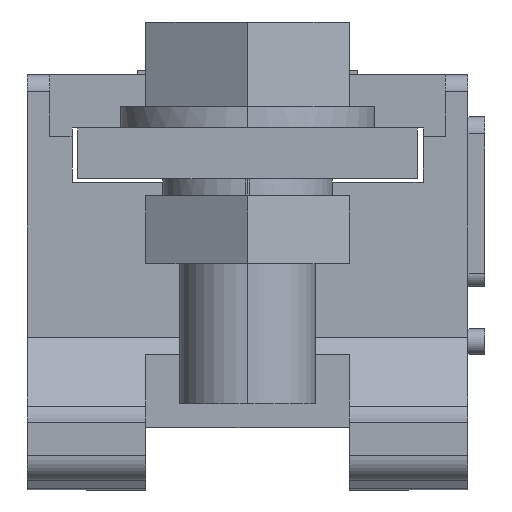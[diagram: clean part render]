
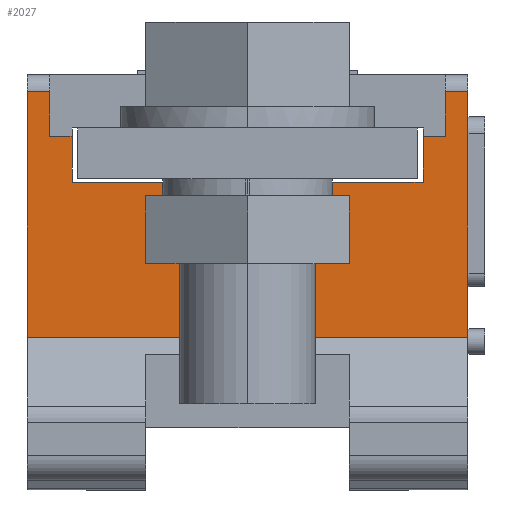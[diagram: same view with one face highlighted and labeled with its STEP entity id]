
A CAD part, front view. The second image highlights one B-rep face of the part: STEP entity #2027.
In plain terms, the highlighted planar face has unit normal (0, -1, 0).
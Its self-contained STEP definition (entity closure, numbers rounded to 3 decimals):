
#1891=AXIS2_PLACEMENT_3D('Plane Axis2P3D',#1888,#1889,#1890) ;
#357=CARTESIAN_POINT('Vertex',(2.65,41.,47.)) ;
#360=CARTESIAN_POINT('Line Origine',(2.65,41.,44.35)) ;
#364=CARTESIAN_POINT('Vertex',(2.65,41.,41.7)) ;
#385=CARTESIAN_POINT('Line Origine',(3.975,41.,41.7)) ;
#389=CARTESIAN_POINT('Vertex',(5.3,41.,41.7)) ;
#430=CARTESIAN_POINT('Line Origine',(5.3,41.,39.)) ;
#434=CARTESIAN_POINT('Vertex',(5.3,41.,36.3)) ;
#780=CARTESIAN_POINT('Vertex',(49.35,41.,47.)) ;
#787=CARTESIAN_POINT('Vertex',(49.35,41.,41.7)) ;
#790=CARTESIAN_POINT('Line Origine',(49.35,41.,44.35)) ;
#808=CARTESIAN_POINT('Line Origine',(52.,41.,47.)) ;
#812=CARTESIAN_POINT('Vertex',(52.,41.,47.)) ;
#832=CARTESIAN_POINT('Line Origine',(52.,41.,32.5)) ;
#836=CARTESIAN_POINT('Vertex',(52.,41.,18.)) ;
#1725=CARTESIAN_POINT('Vertex',(0.,41.,18.)) ;
#1728=CARTESIAN_POINT('Line Origine',(0.,41.,32.5)) ;
#1732=CARTESIAN_POINT('Vertex',(0.,41.,47.)) ;
#1876=CARTESIAN_POINT('Line Origine',(52.,41.,47.)) ;
#1888=CARTESIAN_POINT('Axis2P3D Location',(52.,41.,47.)) ;
#1893=CARTESIAN_POINT('Line Origine',(26.,41.,18.)) ;
#1898=CARTESIAN_POINT('Line Origine',(48.025,41.,41.7)) ;
#1902=CARTESIAN_POINT('Vertex',(46.7,41.,41.7)) ;
#1905=CARTESIAN_POINT('Line Origine',(46.7,41.,39.)) ;
#1909=CARTESIAN_POINT('Vertex',(46.7,41.,36.3)) ;
#1912=CARTESIAN_POINT('Line Origine',(39.9,41.,36.3)) ;
#1916=CARTESIAN_POINT('Vertex',(33.1,41.,36.3)) ;
#1919=CARTESIAN_POINT('Line Origine',(33.1,41.,34.15)) ;
#1923=CARTESIAN_POINT('Vertex',(33.1,41.,32.)) ;
#1926=CARTESIAN_POINT('Line Origine',(32.05,41.,32.)) ;
#1930=CARTESIAN_POINT('Vertex',(31.,41.,32.)) ;
#1933=CARTESIAN_POINT('Line Origine',(31.,41.,31.)) ;
#1937=CARTESIAN_POINT('Vertex',(31.,41.,30.)) ;
#1940=CARTESIAN_POINT('Line Origine',(29.625,41.,30.)) ;
#1944=CARTESIAN_POINT('Vertex',(28.25,41.,30.)) ;
#1947=CARTESIAN_POINT('Line Origine',(28.25,41.,27.)) ;
#1951=CARTESIAN_POINT('Vertex',(28.25,41.,24.)) ;
#1954=CARTESIAN_POINT('Line Origine',(26.,41.,24.)) ;
#1958=CARTESIAN_POINT('Vertex',(23.75,41.,24.)) ;
#1961=CARTESIAN_POINT('Line Origine',(23.75,41.,27.)) ;
#1965=CARTESIAN_POINT('Vertex',(23.75,41.,30.)) ;
#1968=CARTESIAN_POINT('Line Origine',(22.375,41.,30.)) ;
#1972=CARTESIAN_POINT('Vertex',(21.,41.,30.)) ;
#1975=CARTESIAN_POINT('Line Origine',(21.,41.,31.)) ;
#1979=CARTESIAN_POINT('Vertex',(21.,41.,32.)) ;
#1982=CARTESIAN_POINT('Line Origine',(19.95,41.,32.)) ;
#1986=CARTESIAN_POINT('Vertex',(18.9,41.,32.)) ;
#1989=CARTESIAN_POINT('Line Origine',(18.9,41.,34.15)) ;
#1993=CARTESIAN_POINT('Vertex',(18.9,41.,36.3)) ;
#1996=CARTESIAN_POINT('Line Origine',(12.1,41.,36.3)) ;
#361=DIRECTION('Vector Direction',(0.,0.,1.)) ;
#386=DIRECTION('Vector Direction',(-1.,0.,0.)) ;
#431=DIRECTION('Vector Direction',(0.,0.,1.)) ;
#791=DIRECTION('Vector Direction',(0.,0.,-1.)) ;
#809=DIRECTION('Vector Direction',(1.,0.,0.)) ;
#833=DIRECTION('Vector Direction',(0.,0.,-1.)) ;
#1729=DIRECTION('Vector Direction',(0.,0.,-1.)) ;
#1877=DIRECTION('Vector Direction',(1.,0.,0.)) ;
#1889=DIRECTION('Axis2P3D Direction',(0.,1.,0.)) ;
#1890=DIRECTION('Axis2P3D XDirection',(0.,0.,1.)) ;
#1894=DIRECTION('Vector Direction',(-1.,0.,0.)) ;
#1899=DIRECTION('Vector Direction',(-1.,0.,0.)) ;
#1906=DIRECTION('Vector Direction',(0.,0.,-1.)) ;
#1913=DIRECTION('Vector Direction',(-1.,0.,0.)) ;
#1920=DIRECTION('Vector Direction',(0.,0.,-1.)) ;
#1927=DIRECTION('Vector Direction',(-1.,0.,0.)) ;
#1934=DIRECTION('Vector Direction',(0.,0.,-1.)) ;
#1941=DIRECTION('Vector Direction',(-1.,0.,0.)) ;
#1948=DIRECTION('Vector Direction',(0.,0.,-1.)) ;
#1955=DIRECTION('Vector Direction',(-1.,0.,0.)) ;
#1962=DIRECTION('Vector Direction',(0.,0.,1.)) ;
#1969=DIRECTION('Vector Direction',(-1.,0.,0.)) ;
#1976=DIRECTION('Vector Direction',(0.,0.,1.)) ;
#1983=DIRECTION('Vector Direction',(-1.,0.,0.)) ;
#1990=DIRECTION('Vector Direction',(0.,0.,1.)) ;
#1997=DIRECTION('Vector Direction',(-1.,0.,0.)) ;
#362=VECTOR('Line Direction',#361,1.) ;
#387=VECTOR('Line Direction',#386,1.) ;
#432=VECTOR('Line Direction',#431,1.) ;
#792=VECTOR('Line Direction',#791,1.) ;
#810=VECTOR('Line Direction',#809,1.) ;
#834=VECTOR('Line Direction',#833,1.) ;
#1730=VECTOR('Line Direction',#1729,1.) ;
#1878=VECTOR('Line Direction',#1877,1.) ;
#1895=VECTOR('Line Direction',#1894,1.) ;
#1900=VECTOR('Line Direction',#1899,1.) ;
#1907=VECTOR('Line Direction',#1906,1.) ;
#1914=VECTOR('Line Direction',#1913,1.) ;
#1921=VECTOR('Line Direction',#1920,1.) ;
#1928=VECTOR('Line Direction',#1927,1.) ;
#1935=VECTOR('Line Direction',#1934,1.) ;
#1942=VECTOR('Line Direction',#1941,1.) ;
#1949=VECTOR('Line Direction',#1948,1.) ;
#1956=VECTOR('Line Direction',#1955,1.) ;
#1963=VECTOR('Line Direction',#1962,1.) ;
#1970=VECTOR('Line Direction',#1969,1.) ;
#1977=VECTOR('Line Direction',#1976,1.) ;
#1984=VECTOR('Line Direction',#1983,1.) ;
#1991=VECTOR('Line Direction',#1990,1.) ;
#1998=VECTOR('Line Direction',#1997,1.) ;
#2002=ORIENTED_EDGE('',*,*,#391,.T.) ;
#2003=ORIENTED_EDGE('',*,*,#366,.T.) ;
#2004=ORIENTED_EDGE('',*,*,#1880,.T.) ;
#2005=ORIENTED_EDGE('',*,*,#1734,.T.) ;
#2006=ORIENTED_EDGE('',*,*,#1897,.F.) ;
#2007=ORIENTED_EDGE('',*,*,#838,.F.) ;
#2008=ORIENTED_EDGE('',*,*,#814,.T.) ;
#2009=ORIENTED_EDGE('',*,*,#794,.T.) ;
#2010=ORIENTED_EDGE('',*,*,#1904,.T.) ;
#2011=ORIENTED_EDGE('',*,*,#1911,.T.) ;
#2012=ORIENTED_EDGE('',*,*,#1918,.T.) ;
#2013=ORIENTED_EDGE('',*,*,#1925,.T.) ;
#2014=ORIENTED_EDGE('',*,*,#1932,.T.) ;
#2015=ORIENTED_EDGE('',*,*,#1939,.T.) ;
#2016=ORIENTED_EDGE('',*,*,#1946,.T.) ;
#2017=ORIENTED_EDGE('',*,*,#1953,.T.) ;
#2018=ORIENTED_EDGE('',*,*,#1960,.T.) ;
#2019=ORIENTED_EDGE('',*,*,#1967,.T.) ;
#2020=ORIENTED_EDGE('',*,*,#1974,.T.) ;
#2021=ORIENTED_EDGE('',*,*,#1981,.T.) ;
#2022=ORIENTED_EDGE('',*,*,#1988,.T.) ;
#2023=ORIENTED_EDGE('',*,*,#1995,.T.) ;
#2024=ORIENTED_EDGE('',*,*,#2000,.T.) ;
#2025=ORIENTED_EDGE('',*,*,#436,.T.) ;
#2027=ADVANCED_FACE('V1',(#2026),#1892,.F.) ;
#366=EDGE_CURVE('',#365,#358,#363,.T.) ;
#391=EDGE_CURVE('',#390,#365,#388,.T.) ;
#436=EDGE_CURVE('',#435,#390,#433,.T.) ;
#794=EDGE_CURVE('',#781,#788,#793,.T.) ;
#814=EDGE_CURVE('',#813,#781,#811,.F.) ;
#838=EDGE_CURVE('',#813,#837,#835,.T.) ;
#1734=EDGE_CURVE('',#1733,#1726,#1731,.T.) ;
#1880=EDGE_CURVE('',#358,#1733,#1879,.F.) ;
#1897=EDGE_CURVE('',#837,#1726,#1896,.T.) ;
#1904=EDGE_CURVE('',#788,#1903,#1901,.T.) ;
#1911=EDGE_CURVE('',#1903,#1910,#1908,.T.) ;
#1918=EDGE_CURVE('',#1910,#1917,#1915,.T.) ;
#1925=EDGE_CURVE('',#1917,#1924,#1922,.T.) ;
#1932=EDGE_CURVE('',#1924,#1931,#1929,.T.) ;
#1939=EDGE_CURVE('',#1931,#1938,#1936,.T.) ;
#1946=EDGE_CURVE('',#1938,#1945,#1943,.T.) ;
#1953=EDGE_CURVE('',#1945,#1952,#1950,.T.) ;
#1960=EDGE_CURVE('',#1952,#1959,#1957,.T.) ;
#1967=EDGE_CURVE('',#1959,#1966,#1964,.T.) ;
#1974=EDGE_CURVE('',#1966,#1973,#1971,.T.) ;
#1981=EDGE_CURVE('',#1973,#1980,#1978,.T.) ;
#1988=EDGE_CURVE('',#1980,#1987,#1985,.T.) ;
#1995=EDGE_CURVE('',#1987,#1994,#1992,.T.) ;
#2000=EDGE_CURVE('',#1994,#435,#1999,.T.) ;
#2001=EDGE_LOOP('',(#2002,#2003,#2004,#2005,#2006,#2007,#2008,#2009,#2010,#2011,#2012,#2013,#2014,#2015,#2016,#2017,#2018,#2019,#2020,#2021,#2022,#2023,#2024,#2025)) ;
#2026=FACE_OUTER_BOUND('',#2001,.T.) ;
#363=LINE('Line',#360,#362) ;
#388=LINE('Line',#385,#387) ;
#433=LINE('Line',#430,#432) ;
#793=LINE('Line',#790,#792) ;
#811=LINE('Line',#808,#810) ;
#835=LINE('Line',#832,#834) ;
#1731=LINE('Line',#1728,#1730) ;
#1879=LINE('Line',#1876,#1878) ;
#1896=LINE('Line',#1893,#1895) ;
#1901=LINE('Line',#1898,#1900) ;
#1908=LINE('Line',#1905,#1907) ;
#1915=LINE('Line',#1912,#1914) ;
#1922=LINE('Line',#1919,#1921) ;
#1929=LINE('Line',#1926,#1928) ;
#1936=LINE('Line',#1933,#1935) ;
#1943=LINE('Line',#1940,#1942) ;
#1950=LINE('Line',#1947,#1949) ;
#1957=LINE('Line',#1954,#1956) ;
#1964=LINE('Line',#1961,#1963) ;
#1971=LINE('Line',#1968,#1970) ;
#1978=LINE('Line',#1975,#1977) ;
#1985=LINE('Line',#1982,#1984) ;
#1992=LINE('Line',#1989,#1991) ;
#1999=LINE('Line',#1996,#1998) ;
#1892=PLANE('',#1891) ;
#358=VERTEX_POINT('',#357) ;
#365=VERTEX_POINT('',#364) ;
#390=VERTEX_POINT('',#389) ;
#435=VERTEX_POINT('',#434) ;
#781=VERTEX_POINT('',#780) ;
#788=VERTEX_POINT('',#787) ;
#813=VERTEX_POINT('',#812) ;
#837=VERTEX_POINT('',#836) ;
#1726=VERTEX_POINT('',#1725) ;
#1733=VERTEX_POINT('',#1732) ;
#1903=VERTEX_POINT('',#1902) ;
#1910=VERTEX_POINT('',#1909) ;
#1917=VERTEX_POINT('',#1916) ;
#1924=VERTEX_POINT('',#1923) ;
#1931=VERTEX_POINT('',#1930) ;
#1938=VERTEX_POINT('',#1937) ;
#1945=VERTEX_POINT('',#1944) ;
#1952=VERTEX_POINT('',#1951) ;
#1959=VERTEX_POINT('',#1958) ;
#1966=VERTEX_POINT('',#1965) ;
#1973=VERTEX_POINT('',#1972) ;
#1980=VERTEX_POINT('',#1979) ;
#1987=VERTEX_POINT('',#1986) ;
#1994=VERTEX_POINT('',#1993) ;
